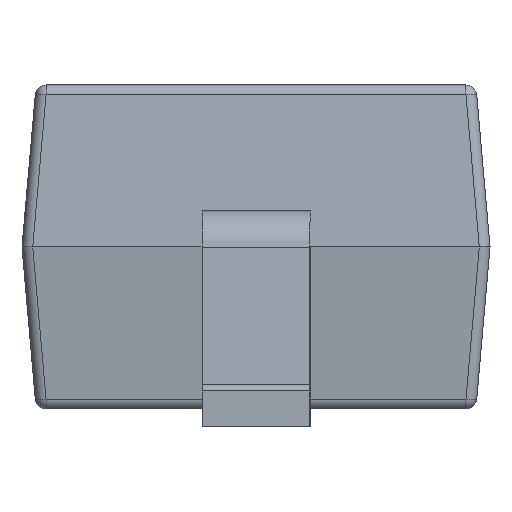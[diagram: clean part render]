
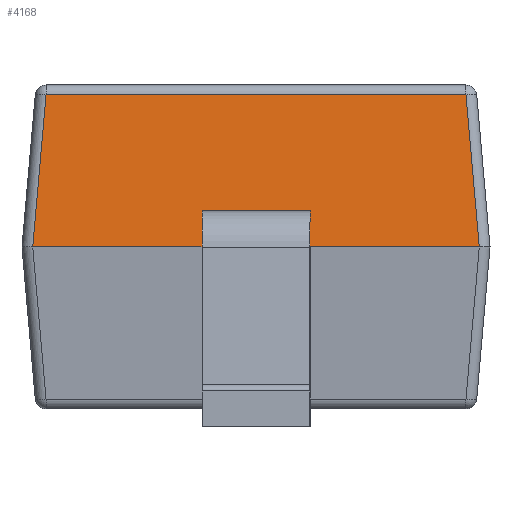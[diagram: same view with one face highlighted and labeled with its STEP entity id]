
A CAD part, left-side view. The second image highlights one B-rep face of the part: STEP entity #4168.
In plain terms, the highlighted planar face has unit normal (-0.996, 0, 0.087).
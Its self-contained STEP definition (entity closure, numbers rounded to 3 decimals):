
#10 = EDGE_LOOP ( 'NONE', ( #1341, #2606, #4012, #499, #2755, #1389, #6021, #4947 ) ) ;
#23 = VERTEX_POINT ( 'NONE', #3152 ) ;
#166 = VECTOR ( 'NONE', #412, 1000. ) ;
#397 = EDGE_CURVE ( 'NONE', #5239, #3493, #5354, .T. ) ;
#412 = DIRECTION ( 'NONE',  ( 0., 1., 0. ) ) ;
#499 = ORIENTED_EDGE ( 'NONE', *, *, #1673, .T. ) ;
#607 = VECTOR ( 'NONE', #3853, 1000. ) ;
#617 = CARTESIAN_POINT ( 'NONE',  ( -0.85, 0.15, 0. ) ) ;
#667 = CARTESIAN_POINT ( 'NONE',  ( -0.85, 0.65, 0. ) ) ;
#698 = VECTOR ( 'NONE', #1457, 1000. ) ;
#971 = DIRECTION ( 'NONE',  ( 0.087, 0., 0.996 ) ) ;
#1239 = CARTESIAN_POINT ( 'NONE',  ( -0.85, 0.15, 0. ) ) ;
#1340 = VERTEX_POINT ( 'NONE', #4486 ) ;
#1341 = ORIENTED_EDGE ( 'NONE', *, *, #5895, .T. ) ;
#1372 = VERTEX_POINT ( 'NONE', #2152 ) ;
#1389 = ORIENTED_EDGE ( 'NONE', *, *, #1860, .F. ) ;
#1421 = CARTESIAN_POINT ( 'NONE',  ( -0.85, -0.15, 0. ) ) ;
#1422 = CARTESIAN_POINT ( 'NONE',  ( -0.85, -0.62, 0. ) ) ;
#1457 = DIRECTION ( 'NONE',  ( 0., -1., 0. ) ) ;
#1616 = CARTESIAN_POINT ( 'NONE',  ( -0.85, 0.62, -0.003 ) ) ;
#1619 = VECTOR ( 'NONE', #971, 1000. ) ;
#1673 = EDGE_CURVE ( 'NONE', #2315, #3413, #4025, .T. ) ;
#1860 = EDGE_CURVE ( 'NONE', #1340, #23, #1905, .T. ) ;
#1863 = CARTESIAN_POINT ( 'NONE',  ( -0.85, 0.65, 0. ) ) ;
#1905 = LINE ( 'NONE', #1421, #1619 ) ;
#1946 = LINE ( 'NONE', #667, #5537 ) ;
#2007 = AXIS2_PLACEMENT_3D ( 'NONE', #5531, #5001, #2717 ) ;
#2119 = CARTESIAN_POINT ( 'NONE',  ( -0.85, 0.62, 0. ) ) ;
#2145 = PLANE ( 'NONE',  #2007 ) ;
#2152 = CARTESIAN_POINT ( 'NONE',  ( -0.813, -0.583, 0.423 ) ) ;
#2315 = VERTEX_POINT ( 'NONE', #1239 ) ;
#2340 = VECTOR ( 'NONE', #5233, 1000. ) ;
#2606 = ORIENTED_EDGE ( 'NONE', *, *, #397, .T. ) ;
#2717 = DIRECTION ( 'NONE',  ( 0.087, 0., 0.996 ) ) ;
#2755 = ORIENTED_EDGE ( 'NONE', *, *, #3209, .T. ) ;
#2761 = EDGE_CURVE ( 'NONE', #3493, #2315, #1946, .T. ) ;
#2842 = CARTESIAN_POINT ( 'NONE',  ( -0.84, -0.611, 0.109 ) ) ;
#2861 = CARTESIAN_POINT ( 'NONE',  ( -0.813, 0.583, 0.423 ) ) ;
#3007 = LINE ( 'NONE', #3810, #698 ) ;
#3134 = DIRECTION ( 'NONE',  ( -0.087, 0.087, -0.992 ) ) ;
#3152 = CARTESIAN_POINT ( 'NONE',  ( -0.841, -0.15, 0.1 ) ) ;
#3209 = EDGE_CURVE ( 'NONE', #3413, #23, #3007, .T. ) ;
#3244 = LINE ( 'NONE', #1863, #607 ) ;
#3413 = VERTEX_POINT ( 'NONE', #4431 ) ;
#3446 = LINE ( 'NONE', #3799, #166 ) ;
#3493 = VERTEX_POINT ( 'NONE', #2119 ) ;
#3663 = VECTOR ( 'NONE', #3134, 1000. ) ;
#3799 = CARTESIAN_POINT ( 'NONE',  ( -0.813, 0.611, 0.423 ) ) ;
#3810 = CARTESIAN_POINT ( 'NONE',  ( -0.841, 0.65, 0.1 ) ) ;
#3836 = VERTEX_POINT ( 'NONE', #1422 ) ;
#3853 = DIRECTION ( 'NONE',  ( 0., -1., 0. ) ) ;
#3888 = EDGE_CURVE ( 'NONE', #1340, #3836, #3244, .T. ) ;
#4012 = ORIENTED_EDGE ( 'NONE', *, *, #2761, .T. ) ;
#4025 = LINE ( 'NONE', #617, #4306 ) ;
#4168 = ADVANCED_FACE ( 'NONE', ( #4208 ), #2145, .T. ) ;
#4208 = FACE_OUTER_BOUND ( 'NONE', #10, .T. ) ;
#4306 = VECTOR ( 'NONE', #4937, 1000. ) ;
#4431 = CARTESIAN_POINT ( 'NONE',  ( -0.841, 0.15, 0.1 ) ) ;
#4486 = CARTESIAN_POINT ( 'NONE',  ( -0.85, -0.15, 0. ) ) ;
#4937 = DIRECTION ( 'NONE',  ( 0.087, 0., 0.996 ) ) ;
#4947 = ORIENTED_EDGE ( 'NONE', *, *, #5223, .T. ) ;
#5001 = DIRECTION ( 'NONE',  ( -0.996, 0., 0.087 ) ) ;
#5223 = EDGE_CURVE ( 'NONE', #3836, #1372, #5630, .T. ) ;
#5233 = DIRECTION ( 'NONE',  ( 0.087, 0.087, 0.992 ) ) ;
#5239 = VERTEX_POINT ( 'NONE', #2861 ) ;
#5354 = LINE ( 'NONE', #1616, #3663 ) ;
#5531 = CARTESIAN_POINT ( 'NONE',  ( -0.85, 0.65, 0. ) ) ;
#5537 = VECTOR ( 'NONE', #5886, 1000. ) ;
#5630 = LINE ( 'NONE', #2842, #2340 ) ;
#5886 = DIRECTION ( 'NONE',  ( 0., -1., 0. ) ) ;
#5895 = EDGE_CURVE ( 'NONE', #1372, #5239, #3446, .T. ) ;
#6021 = ORIENTED_EDGE ( 'NONE', *, *, #3888, .T. ) ;
